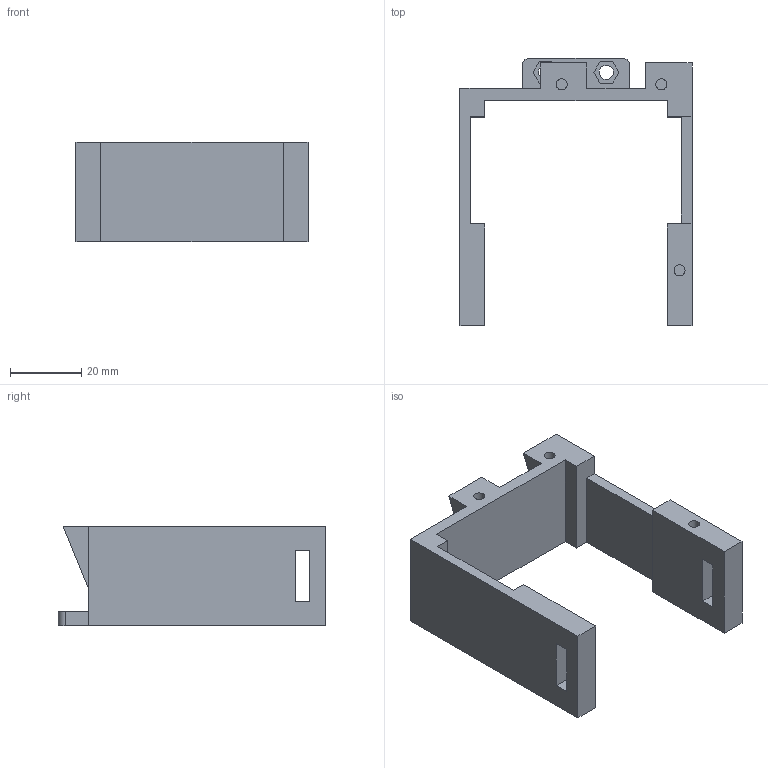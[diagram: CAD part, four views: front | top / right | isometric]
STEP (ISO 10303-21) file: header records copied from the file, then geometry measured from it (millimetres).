
FILE_DESCRIPTION(('FreeCAD Model'),'2;1');
FILE_NAME('battery-pack-holder.step','2015-01-15T19:24:13',('FreeCAD'),('FreeCAD'), 'Open CASCADE STEP processor 6.7','FreeCAD','Unknown');
FILE_SCHEMA(('AUTOMOTIVE_DESIGN_CC2 { 1 2 10303 214 -1 1 5 4 }'));
Length unit declared in the file: millimetre
Products named in the file (1): battery-pack-holder-final
Bounding box: 65 x 75 x 28 mm (x, y, z)
Volume: 25232.1 mm3; surface area: 14433.6 mm2
Topology: 1 solids, 1 shells, 61 faces, 162 edges, 108 vertices
Faces by surface type: plane 54, cylinder 7
Full cylindrical faces by diameter (mm): 3.1 x3, 4 x2
Entity records: 3957 total; most frequent: CARTESIAN_POINT 748, DIRECTION 552, LINE 390, VECTOR 390, ORIENTED_EDGE 324, PCURVE 324, DEFINITIONAL_REPRESENTATION 324, EDGE_CURVE 162
